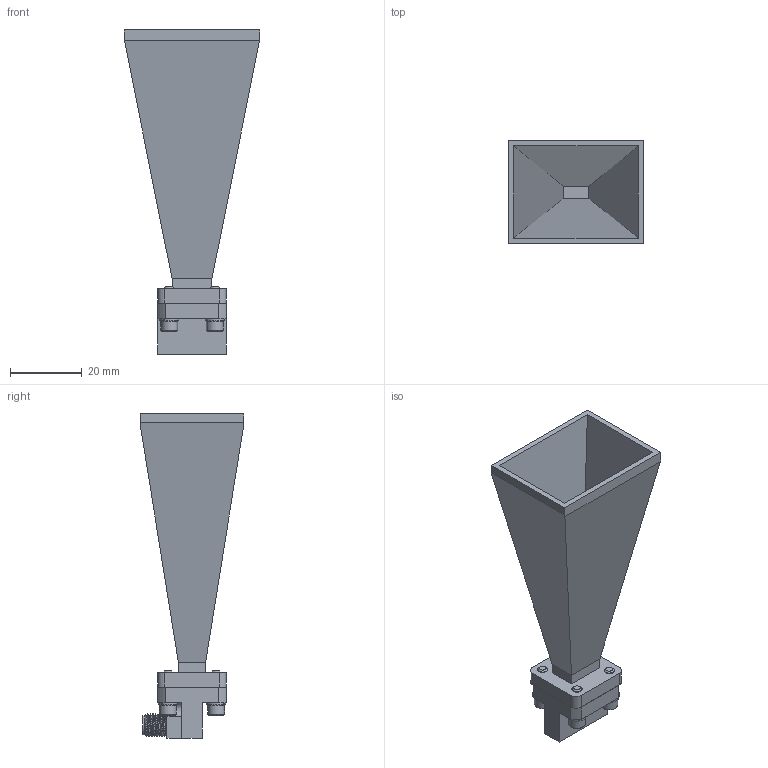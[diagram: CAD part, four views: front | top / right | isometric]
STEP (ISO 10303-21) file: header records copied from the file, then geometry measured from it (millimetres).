
FILE_DESCRIPTION (( 'STEP AP214' ), '1' );
FILE_NAME ('FMWAN028-20KF_3D.STEP', '2021-10-07T17:45:58', ( '' ), ( '' ), 'SwSTEP 2.0', 'SolidWorks 2021', '' );
FILE_SCHEMA (( 'AUTOMOTIVE_DESIGN' ));
Length unit declared in the file: inch
Products named in the file (5): PEWAN028-20; FMWAN028-20KF_3D; 4-40SH-HXx.375_92196A108; 4-LW; PEWCA1020
Assembly tree (10 placements, depth 2):
  FMWAN028-20KF_3D
    PEWAN028-20
    PEWCA1020
    4-40SH-HXx.375_92196A108  x4
    4-LW  x4
Bounding box: 37.86 x 28.85 x 90.34 mm (x, y, z)
Volume: 16326.7 mm3; surface area: 15857 mm2
Topology: 10 solids, 10 shells, 470 faces, 1008 edges, 574 vertices
Faces by surface type: cone 209, plane 129, cylinder 128, bspline 4
Full cylindrical faces by diameter (mm): 0.508 x1, 1.016 x1, 2.02 x84, 2.261 x4, 2.845 x4, 2.92 x1, 2.946 x4, 4.572 x1, 4.648 x4, 5.334 x1
Entity records: 7252 total; most frequent: CARTESIAN_POINT 2504, DIRECTION 930, ORIENTED_EDGE 768, EDGE_CURVE 384, AXIS2_PLACEMENT_3D 364, EDGE_LOOP 310, VERTEX_POINT 284, FACE_OUTER_BOUND 236
